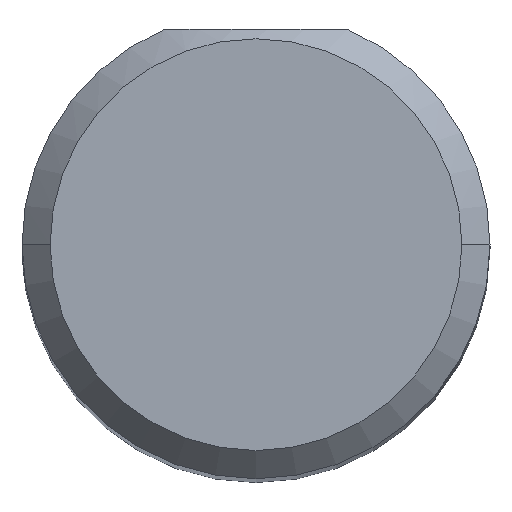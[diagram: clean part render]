
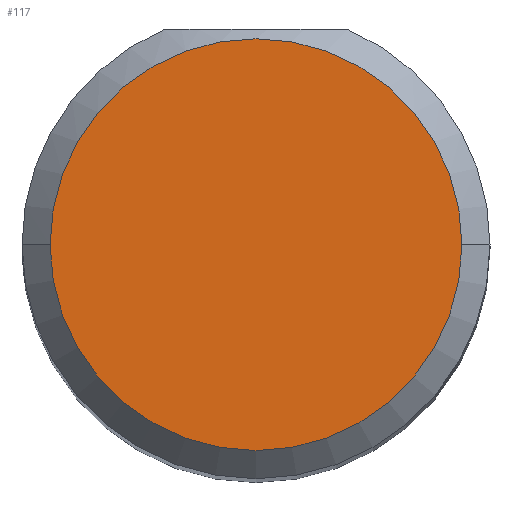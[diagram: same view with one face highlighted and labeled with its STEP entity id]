
A CAD part, top view. The second image highlights one B-rep face of the part: STEP entity #117.
In plain terms, the highlighted planar face has unit normal (0, 0, 1).
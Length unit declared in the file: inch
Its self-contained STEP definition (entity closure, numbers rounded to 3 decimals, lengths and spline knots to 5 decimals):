
#23 = FACE_OUTER_BOUND ( 'NONE', #248, .T. ) ;
#24 = PLANE ( 'NONE',  #520 ) ;
#37 = ORIENTED_EDGE ( 'NONE', *, *, #529, .F. ) ;
#45 = CARTESIAN_POINT ( 'NONE',  ( 0.5, 0., 2.5 ) ) ;
#117 = ADVANCED_FACE ( 'NONE', ( #23 ), #24, .T. ) ;
#126 = ORIENTED_EDGE ( 'NONE', *, *, #423, .F. ) ;
#151 = DIRECTION ( 'NONE',  ( 0., 0., 1. ) ) ;
#175 = DIRECTION ( 'NONE',  ( 0., 0., -1. ) ) ;
#191 = DIRECTION ( 'NONE',  ( 0., 0., -1. ) ) ;
#199 = CIRCLE ( 'NONE', #471, 0.11 ) ;
#235 = CIRCLE ( 'NONE', #559, 0.11 ) ;
#248 = EDGE_LOOP ( 'NONE', ( #37, #126 ) ) ;
#287 = DIRECTION ( 'NONE',  ( -1., 0., 0. ) ) ;
#364 = CARTESIAN_POINT ( 'NONE',  ( 0.5, 0., 2.5 ) ) ;
#367 = VERTEX_POINT ( 'NONE', #563 ) ;
#375 = CARTESIAN_POINT ( 'NONE',  ( 0.5, 0., 2.5 ) ) ;
#423 = EDGE_CURVE ( 'NONE', #367, #433, #199, .T. ) ;
#433 = VERTEX_POINT ( 'NONE', #535 ) ;
#471 = AXIS2_PLACEMENT_3D ( 'NONE', #45, #175, #526 ) ;
#494 = DIRECTION ( 'NONE',  ( -1., 0., 0. ) ) ;
#520 = AXIS2_PLACEMENT_3D ( 'NONE', #375, #151, #494 ) ;
#526 = DIRECTION ( 'NONE',  ( -1., 0., 0. ) ) ;
#529 = EDGE_CURVE ( 'NONE', #433, #367, #235, .T. ) ;
#535 = CARTESIAN_POINT ( 'NONE',  ( 0.61, 0., 2.5 ) ) ;
#559 = AXIS2_PLACEMENT_3D ( 'NONE', #364, #191, #287 ) ;
#563 = CARTESIAN_POINT ( 'NONE',  ( 0.39, 0., 2.5 ) ) ;
